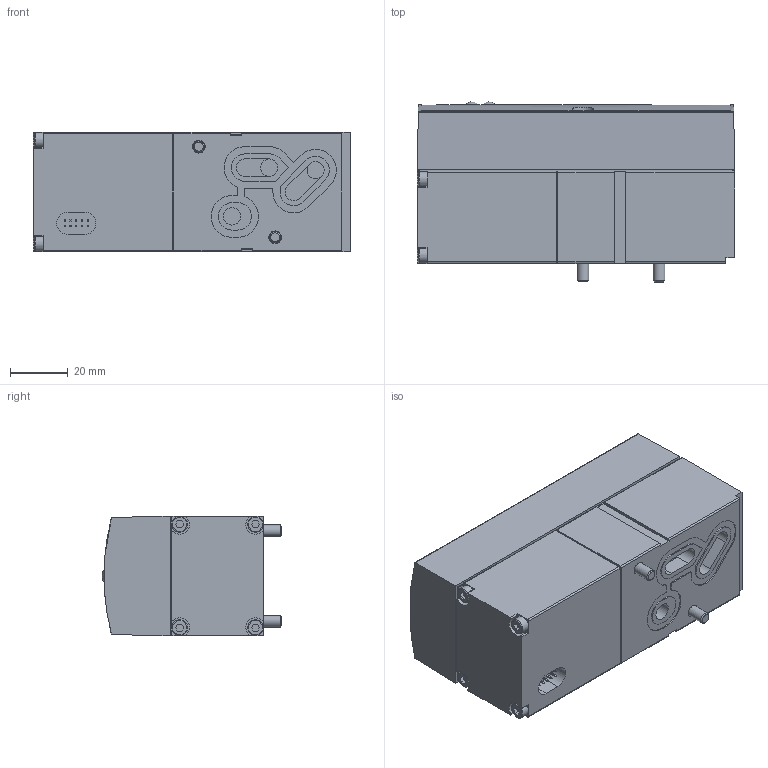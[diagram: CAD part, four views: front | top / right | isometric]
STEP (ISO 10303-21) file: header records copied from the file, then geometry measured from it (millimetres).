
FILE_DESCRIPTION(/* description */ ('STEP AP214'),/* implementation_level */ '2;1');
FILE_NAME(/* name */ '542219_VPPM-6TA-L-1-F-0L10H-S1',/* time_stamp */ '2024-09-17T03:34:03+02:00',/* author */ ('License CC BY-ND 4.0'),/* organization */ ('CADENAS'),/* preprocessor_version */ 'ST-DEVELOPER v19.3',/* originating_system */ 'PARTsolutions',/* authorisation */ ' ');
FILE_SCHEMA (('AUTOMOTIVE_DESIGN {1 0 10303 214 3 1 1}'));
Length unit declared in the file: millimetre
Products named in the file (1): 542219 VPPM-6TA-L-1-F-0L10H-S1
Bounding box: 110.4 x 62.58 x 41.5 mm (x, y, z)
Volume: 243477.3 mm3; surface area: 31263.8 mm2
Topology: 1 solids, 1 shells, 305 faces, 729 edges, 467 vertices
Faces by surface type: plane 232, cylinder 61, torus 7, cone 3, sphere 2
Full cylindrical faces by diameter (mm): 4 x2, 4.4 x2, 5.5 x4, 6 x3, 7 x2, 7.5 x2, 22 x1, 23 x1
Entity records: 10706 total; most frequent: CARTESIAN_POINT 1509, DIRECTION 1437, ORIENTED_EDGE 1392, EDGE_CURVE 696, LINE 555, VECTOR 555, VERTEX_POINT 461, AXIS2_PLACEMENT_3D 441
